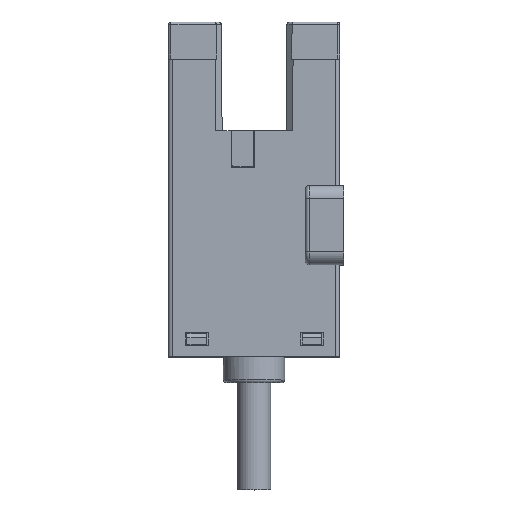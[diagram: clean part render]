
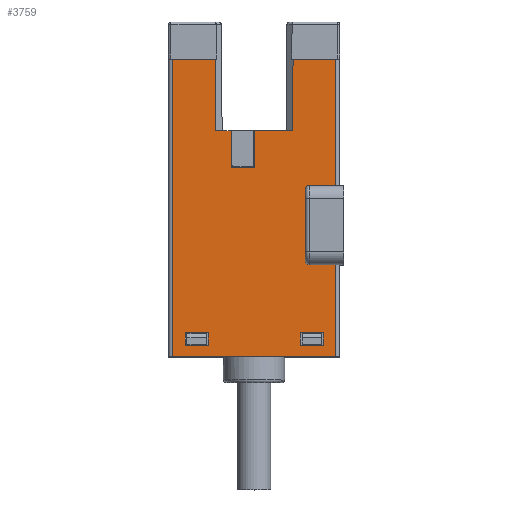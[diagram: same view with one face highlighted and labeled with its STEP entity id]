
A CAD part, top view. The second image highlights one B-rep face of the part: STEP entity #3759.
In plain terms, the highlighted planar face has unit normal (0, 0, 1).
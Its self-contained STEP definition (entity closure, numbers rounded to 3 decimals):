
#275=CARTESIAN_POINT('',(4.3,-15.8,3.2));
#276=DIRECTION('',(0.,0.,1.));
#277=DIRECTION('',(-1.,0.,0.));
#278=AXIS2_PLACEMENT_3D('',#275,#276,#277);
#280=DIRECTION('',(0.,-1.,0.));
#281=VECTOR('',#280,7.2);
#282=CARTESIAN_POINT('',(6.4,-16.1,3.2));
#283=LINE('',#282,#281);
#284=DIRECTION('',(-1.,0.,0.));
#285=VECTOR('',#284,12.8);
#286=CARTESIAN_POINT('',(6.4,-23.3,3.2));
#287=LINE('',#286,#285);
#288=DIRECTION('',(0.,1.,0.));
#289=VECTOR('',#288,23.3);
#290=CARTESIAN_POINT('',(-6.4,-23.3,3.2));
#291=LINE('',#290,#289);
#292=DIRECTION('',(1.,0.,0.));
#293=VECTOR('',#292,3.351);
#294=CARTESIAN_POINT('',(-6.4,0.,3.2));
#295=LINE('',#294,#293);
#296=DIRECTION('',(0.009,-1.,0.));
#297=VECTOR('',#296,5.6);
#298=CARTESIAN_POINT('',(-3.049,0.,3.2));
#299=LINE('',#298,#297);
#300=DIRECTION('',(1.,0.,0.));
#301=VECTOR('',#300,1.2);
#302=CARTESIAN_POINT('',(-3.,-5.6,3.2));
#303=LINE('',#302,#301);
#304=DIRECTION('',(0.,1.,0.));
#305=VECTOR('',#304,2.9);
#306=CARTESIAN_POINT('',(0.,-8.5,3.2));
#307=LINE('',#306,#305);
#308=DIRECTION('',(1.,0.,0.));
#309=VECTOR('',#308,3.);
#310=CARTESIAN_POINT('',(0.,-5.6,3.2));
#311=LINE('',#310,#309);
#312=DIRECTION('',(0.009,1.,0.));
#313=VECTOR('',#312,5.6);
#314=CARTESIAN_POINT('',(3.,-5.6,3.2));
#315=LINE('',#314,#313);
#316=DIRECTION('',(1.,0.,0.));
#317=VECTOR('',#316,3.351);
#318=CARTESIAN_POINT('',(3.049,0.,3.2));
#319=LINE('',#318,#317);
#320=DIRECTION('',(0.,-1.,0.));
#321=VECTOR('',#320,9.9);
#322=CARTESIAN_POINT('',(6.4,0.,3.2));
#323=LINE('',#322,#321);
#324=CARTESIAN_POINT('',(4.3,-10.2,3.2));
#325=DIRECTION('',(0.,0.,1.));
#326=DIRECTION('',(0.,1.,0.));
#327=AXIS2_PLACEMENT_3D('',#324,#325,#326);
#329=DIRECTION('',(0.,1.,0.));
#330=VECTOR('',#329,5.6);
#331=CARTESIAN_POINT('',(4.,-15.8,3.2));
#332=LINE('',#331,#330);
#412=DIRECTION('',(1.,0.,0.));
#413=VECTOR('',#412,2.1);
#414=CARTESIAN_POINT('',(4.3,-9.9,3.2));
#415=LINE('',#414,#413);
#587=DIRECTION('',(-1.,0.,0.));
#588=VECTOR('',#587,2.1);
#589=CARTESIAN_POINT('',(6.4,-16.1,3.2));
#590=LINE('',#589,#588);
#1582=DIRECTION('',(-1.,0.,0.));
#1583=VECTOR('',#1582,1.8);
#1584=CARTESIAN_POINT('',(5.4,-22.4,3.2));
#1585=LINE('',#1584,#1583);
#1586=DIRECTION('',(0.,1.,0.));
#1587=VECTOR('',#1586,1.);
#1588=CARTESIAN_POINT('',(3.6,-22.4,3.2));
#1589=LINE('',#1588,#1587);
#1594=DIRECTION('',(1.,0.,0.));
#1595=VECTOR('',#1594,1.8);
#1596=CARTESIAN_POINT('',(3.6,-21.4,3.2));
#1597=LINE('',#1596,#1595);
#1602=DIRECTION('',(0.,-1.,0.));
#1603=VECTOR('',#1602,1.);
#1604=CARTESIAN_POINT('',(5.4,-21.4,3.2));
#1605=LINE('',#1604,#1603);
#1614=DIRECTION('',(1.,0.,0.));
#1615=VECTOR('',#1614,1.8);
#1616=CARTESIAN_POINT('',(-5.4,-21.4,3.2));
#1617=LINE('',#1616,#1615);
#1622=DIRECTION('',(0.,-1.,0.));
#1623=VECTOR('',#1622,1.);
#1624=CARTESIAN_POINT('',(-3.6,-21.4,3.2));
#1625=LINE('',#1624,#1623);
#1634=DIRECTION('',(-1.,0.,0.));
#1635=VECTOR('',#1634,1.8);
#1636=CARTESIAN_POINT('',(-3.6,-22.4,3.2));
#1637=LINE('',#1636,#1635);
#1646=DIRECTION('',(0.,1.,0.));
#1647=VECTOR('',#1646,1.);
#1648=CARTESIAN_POINT('',(-5.4,-22.4,3.2));
#1649=LINE('',#1648,#1647);
#2158=DIRECTION('',(0.,1.,0.));
#2159=VECTOR('',#2158,2.9);
#2160=CARTESIAN_POINT('',(-1.8,-8.5,3.2));
#2161=LINE('',#2160,#2159);
#2186=DIRECTION('',(-1.,0.,0.));
#2187=VECTOR('',#2186,1.8);
#2188=CARTESIAN_POINT('',(0.,-8.5,3.2));
#2189=LINE('',#2188,#2187);
#2750=CARTESIAN_POINT('',(6.4,-23.3,3.2));
#2752=VERTEX_POINT('',#2750);
#2760=CARTESIAN_POINT('',(-6.4,-23.3,3.2));
#2761=VERTEX_POINT('',#2760);
#2769=CARTESIAN_POINT('',(6.4,-16.1,3.2));
#2771=VERTEX_POINT('',#2769);
#2806=CARTESIAN_POINT('',(6.4,-9.9,3.2));
#2807=VERTEX_POINT('',#2806);
#2808=CARTESIAN_POINT('',(-6.4,0.,3.2));
#2810=VERTEX_POINT('',#2808);
#2816=CARTESIAN_POINT('',(-3.049,0.,3.2));
#2817=VERTEX_POINT('',#2816);
#2824=CARTESIAN_POINT('',(6.4,0.,3.2));
#2825=VERTEX_POINT('',#2824);
#2826=CARTESIAN_POINT('',(3.049,0.,3.2));
#2828=VERTEX_POINT('',#2826);
#2941=CARTESIAN_POINT('',(3.,-5.6,3.2));
#2943=VERTEX_POINT('',#2941);
#2954=CARTESIAN_POINT('',(0.,-5.6,3.2));
#2955=VERTEX_POINT('',#2954);
#2962=CARTESIAN_POINT('',(-1.8,-5.6,3.2));
#2963=VERTEX_POINT('',#2962);
#2964=CARTESIAN_POINT('',(-3.,-5.6,3.2));
#2965=VERTEX_POINT('',#2964);
#2992=CARTESIAN_POINT('',(5.4,-22.4,3.2));
#2993=CARTESIAN_POINT('',(3.6,-22.4,3.2));
#2994=VERTEX_POINT('',#2992);
#2995=VERTEX_POINT('',#2993);
#2996=CARTESIAN_POINT('',(5.4,-21.4,3.2));
#2997=VERTEX_POINT('',#2996);
#2998=CARTESIAN_POINT('',(3.6,-21.4,3.2));
#2999=VERTEX_POINT('',#2998);
#3000=CARTESIAN_POINT('',(-5.4,-21.4,3.2));
#3001=CARTESIAN_POINT('',(-3.6,-21.4,3.2));
#3002=VERTEX_POINT('',#3000);
#3003=VERTEX_POINT('',#3001);
#3004=CARTESIAN_POINT('',(-5.4,-22.4,3.2));
#3005=VERTEX_POINT('',#3004);
#3006=CARTESIAN_POINT('',(-3.6,-22.4,3.2));
#3007=VERTEX_POINT('',#3006);
#3008=CARTESIAN_POINT('',(4.,-15.8,3.2));
#3009=CARTESIAN_POINT('',(4.,-10.2,3.2));
#3010=VERTEX_POINT('',#3008);
#3011=VERTEX_POINT('',#3009);
#3012=CARTESIAN_POINT('',(4.3,-16.1,3.2));
#3013=VERTEX_POINT('',#3012);
#3014=CARTESIAN_POINT('',(-1.8,-8.5,3.2));
#3015=VERTEX_POINT('',#3014);
#3016=CARTESIAN_POINT('',(0.,-8.5,3.2));
#3017=VERTEX_POINT('',#3016);
#3018=CARTESIAN_POINT('',(4.3,-9.9,3.2));
#3019=VERTEX_POINT('',#3018);
#3700=CARTESIAN_POINT('',(0.,-11.65,3.2));
#3701=DIRECTION('',(0.,0.,1.));
#3702=DIRECTION('',(1.,0.,0.));
#3703=AXIS2_PLACEMENT_3D('',#3700,#3701,#3702);
#3704=PLANE('',#3703);
#3706=ORIENTED_EDGE('',*,*,#3705,.F.);
#3708=ORIENTED_EDGE('',*,*,#3707,.T.);
#3710=ORIENTED_EDGE('',*,*,#3709,.F.);
#3712=ORIENTED_EDGE('',*,*,#3711,.T.);
#3714=ORIENTED_EDGE('',*,*,#3713,.T.);
#3716=ORIENTED_EDGE('',*,*,#3715,.T.);
#3718=ORIENTED_EDGE('',*,*,#3717,.T.);
#3720=ORIENTED_EDGE('',*,*,#3719,.T.);
#3722=ORIENTED_EDGE('',*,*,#3721,.T.);
#3724=ORIENTED_EDGE('',*,*,#3723,.F.);
#3726=ORIENTED_EDGE('',*,*,#3725,.F.);
#3728=ORIENTED_EDGE('',*,*,#3727,.T.);
#3729=ORIENTED_EDGE('',*,*,#3483,.T.);
#3730=ORIENTED_EDGE('',*,*,#3506,.T.);
#3731=ORIENTED_EDGE('',*,*,#3690,.T.);
#3732=ORIENTED_EDGE('',*,*,#3679,.T.);
#3734=ORIENTED_EDGE('',*,*,#3733,.F.);
#3736=ORIENTED_EDGE('',*,*,#3735,.T.);
#3737=EDGE_LOOP('',(#3706,#3708,#3710,#3712,#3714,#3716,#3718,#3720,#3722,#3724,
#3726,#3728,#3729,#3730,#3731,#3732,#3734,#3736));
#3738=FACE_OUTER_BOUND('',#3737,.F.);
#3740=ORIENTED_EDGE('',*,*,#3739,.F.);
#3742=ORIENTED_EDGE('',*,*,#3741,.F.);
#3744=ORIENTED_EDGE('',*,*,#3743,.F.);
#3746=ORIENTED_EDGE('',*,*,#3745,.F.);
#3747=EDGE_LOOP('',(#3740,#3742,#3744,#3746));
#3748=FACE_BOUND('',#3747,.F.);
#3750=ORIENTED_EDGE('',*,*,#3749,.F.);
#3752=ORIENTED_EDGE('',*,*,#3751,.F.);
#3754=ORIENTED_EDGE('',*,*,#3753,.F.);
#3756=ORIENTED_EDGE('',*,*,#3755,.F.);
#3757=EDGE_LOOP('',(#3750,#3752,#3754,#3756));
#3758=FACE_BOUND('',#3757,.F.);
#3759=ADVANCED_FACE('',(#3738,#3748,#3758),#3704,.T.);
#279=CIRCLE('',#278,0.3);
#328=CIRCLE('',#327,0.3);
#3483=EDGE_CURVE('',#2955,#2943,#311,.T.);
#3506=EDGE_CURVE('',#2943,#2828,#315,.T.);
#3679=EDGE_CURVE('',#2825,#2807,#323,.T.);
#3690=EDGE_CURVE('',#2828,#2825,#319,.T.);
#3705=EDGE_CURVE('',#3010,#3011,#332,.T.);
#3707=EDGE_CURVE('',#3010,#3013,#279,.T.);
#3709=EDGE_CURVE('',#2771,#3013,#590,.T.);
#3711=EDGE_CURVE('',#2771,#2752,#283,.T.);
#3713=EDGE_CURVE('',#2752,#2761,#287,.T.);
#3715=EDGE_CURVE('',#2761,#2810,#291,.T.);
#3717=EDGE_CURVE('',#2810,#2817,#295,.T.);
#3719=EDGE_CURVE('',#2817,#2965,#299,.T.);
#3721=EDGE_CURVE('',#2965,#2963,#303,.T.);
#3723=EDGE_CURVE('',#3015,#2963,#2161,.T.);
#3725=EDGE_CURVE('',#3017,#3015,#2189,.T.);
#3727=EDGE_CURVE('',#3017,#2955,#307,.T.);
#3733=EDGE_CURVE('',#3019,#2807,#415,.T.);
#3735=EDGE_CURVE('',#3019,#3011,#328,.T.);
#3739=EDGE_CURVE('',#2994,#2995,#1585,.T.);
#3741=EDGE_CURVE('',#2997,#2994,#1605,.T.);
#3743=EDGE_CURVE('',#2999,#2997,#1597,.T.);
#3745=EDGE_CURVE('',#2995,#2999,#1589,.T.);
#3749=EDGE_CURVE('',#3002,#3003,#1617,.T.);
#3751=EDGE_CURVE('',#3005,#3002,#1649,.T.);
#3753=EDGE_CURVE('',#3007,#3005,#1637,.T.);
#3755=EDGE_CURVE('',#3003,#3007,#1625,.T.);
